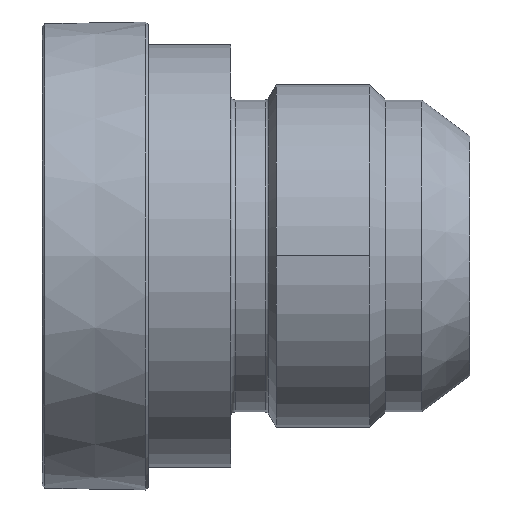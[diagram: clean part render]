
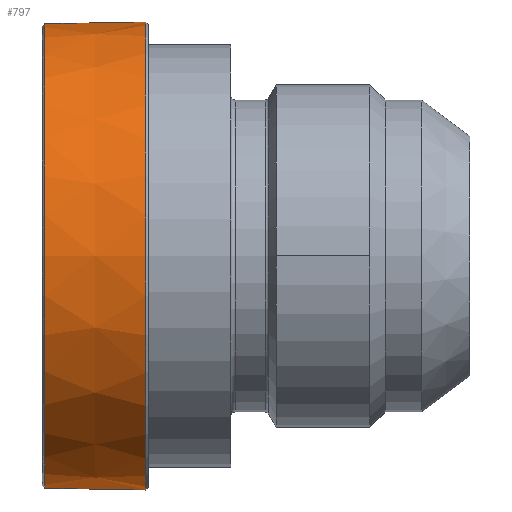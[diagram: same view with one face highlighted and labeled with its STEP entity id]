
A CAD part, top view. The second image highlights one B-rep face of the part: STEP entity #797.
In plain terms, the highlighted conical face has half-angle 1 degrees and reference radius 22.567 mm.
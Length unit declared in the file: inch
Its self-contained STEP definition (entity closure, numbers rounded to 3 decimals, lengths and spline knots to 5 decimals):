
#235=CARTESIAN_POINT('',(-0.41989,0.,0.));
#236=DIRECTION('',(1.,0.,0.));
#237=DIRECTION('',(0.,1.,0.));
#238=AXIS2_PLACEMENT_3D('',#235,#236,#237);
#240=DIRECTION('',(1.,-0.017,0.));
#241=VECTOR('',#240,0.38499);
#242=CARTESIAN_POINT('',(-0.80482,-0.88511,
0.));
#243=LINE('',#242,#241);
#244=CARTESIAN_POINT('',(-0.80482,0.,0.));
#245=DIRECTION('',(-1.,0.,0.));
#246=DIRECTION('',(0.,-1.,0.));
#247=AXIS2_PLACEMENT_3D('',#244,#245,#246);
#249=DIRECTION('',(1.,0.017,0.));
#250=VECTOR('',#249,0.38499);
#251=CARTESIAN_POINT('',(-0.80482,0.88511,
0.));
#252=LINE('',#251,#250);
#417=CARTESIAN_POINT('',(-0.41989,-0.89183,0.));
#418=CARTESIAN_POINT('',(-0.41989,0.89183,0.));
#419=VERTEX_POINT('',#417);
#420=VERTEX_POINT('',#418);
#425=CARTESIAN_POINT('',(-0.80482,0.88511,0.));
#426=CARTESIAN_POINT('',(-0.80482,-0.88511,0.));
#427=VERTEX_POINT('',#425);
#428=VERTEX_POINT('',#426);
#783=CARTESIAN_POINT('',(-0.61236,0.,0.));
#784=DIRECTION('',(1.,0.,0.));
#785=DIRECTION('',(0.,-1.,0.));
#786=AXIS2_PLACEMENT_3D('',#783,#784,#785);
#787=CONICAL_SURFACE('',#786,0.88847,1.);
#788=ORIENTED_EDGE('',*,*,#777,.T.);
#790=ORIENTED_EDGE('',*,*,#789,.F.);
#792=ORIENTED_EDGE('',*,*,#791,.T.);
#794=ORIENTED_EDGE('',*,*,#793,.T.);
#795=EDGE_LOOP('',(#788,#790,#792,#794));
#796=FACE_OUTER_BOUND('',#795,.F.);
#797=ADVANCED_FACE('',(#796),#787,.T.);
#239=CIRCLE('',#238,0.89183);
#248=CIRCLE('',#247,0.88511);
#777=EDGE_CURVE('',#420,#419,#239,.T.);
#789=EDGE_CURVE('',#428,#419,#243,.T.);
#791=EDGE_CURVE('',#428,#427,#248,.T.);
#793=EDGE_CURVE('',#427,#420,#252,.T.);
